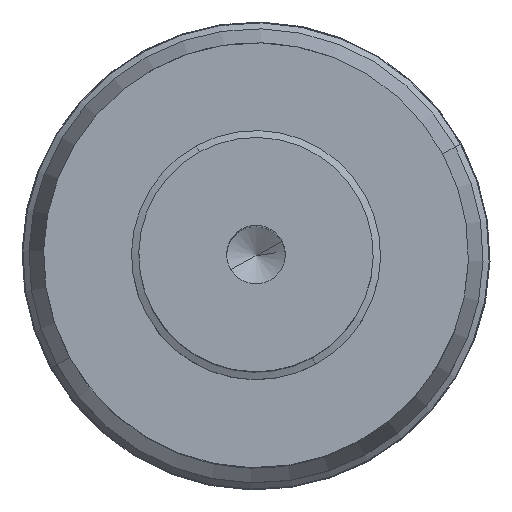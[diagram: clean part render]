
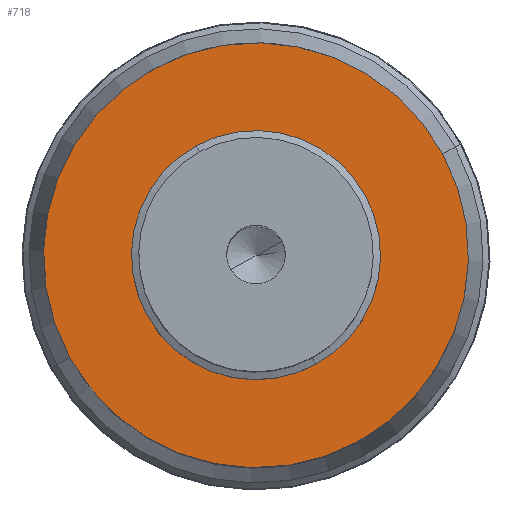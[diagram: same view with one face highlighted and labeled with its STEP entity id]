
A CAD part, top view. The second image highlights one B-rep face of the part: STEP entity #718.
In plain terms, the highlighted planar face has unit normal (0, 0, 1).
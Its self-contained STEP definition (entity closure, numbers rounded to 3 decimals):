
#655=AXIS2_PLACEMENT_3D('Circle Axis2P3D',#653,#654,$) ;
#681=AXIS2_PLACEMENT_3D('Circle Axis2P3D',#679,#680,$) ;
#694=AXIS2_PLACEMENT_3D('Plane Axis2P3D',#691,#692,#693) ;
#698=AXIS2_PLACEMENT_3D('Circle Axis2P3D',#696,#697,$) ;
#707=AXIS2_PLACEMENT_3D('Circle Axis2P3D',#705,#706,$) ;
#653=CARTESIAN_POINT('Axis2P3D Location',(0.,0.,37.95)) ;
#657=CARTESIAN_POINT('Vertex',(-4.075,7.459,37.95)) ;
#659=CARTESIAN_POINT('Vertex',(4.075,-7.459,37.95)) ;
#679=CARTESIAN_POINT('Axis2P3D Location',(0.,0.,37.95)) ;
#691=CARTESIAN_POINT('Axis2P3D Location',(0.,9.771,37.95)) ;
#696=CARTESIAN_POINT('Axis2P3D Location',(0.,0.,37.95)) ;
#700=CARTESIAN_POINT('Vertex',(-12.725,-6.952,37.95)) ;
#702=CARTESIAN_POINT('Vertex',(12.725,6.952,37.95)) ;
#705=CARTESIAN_POINT('Axis2P3D Location',(0.,0.,37.95)) ;
#654=DIRECTION('Axis2P3D Direction',(0.,0.,1.)) ;
#680=DIRECTION('Axis2P3D Direction',(0.,0.,1.)) ;
#692=DIRECTION('Axis2P3D Direction',(0.,0.,1.)) ;
#693=DIRECTION('Axis2P3D XDirection',(1.,0.,0.)) ;
#697=DIRECTION('Axis2P3D Direction',(0.,0.,1.)) ;
#706=DIRECTION('Axis2P3D Direction',(0.,0.,1.)) ;
#711=ORIENTED_EDGE('',*,*,#704,.T.) ;
#712=ORIENTED_EDGE('',*,*,#709,.T.) ;
#715=ORIENTED_EDGE('',*,*,#683,.T.) ;
#716=ORIENTED_EDGE('',*,*,#661,.T.) ;
#717=FACE_BOUND('',#714,.T.) ;
#718=ADVANCED_FACE('NOCUT',(#713,#717),#695,.T.) ;
#656=CIRCLE('generated circle',#655,8.5) ;
#682=CIRCLE('generated circle',#681,8.5) ;
#699=CIRCLE('generated circle',#698,14.5) ;
#708=CIRCLE('generated circle',#707,14.5) ;
#661=EDGE_CURVE('',#658,#660,#656,.F.) ;
#683=EDGE_CURVE('',#660,#658,#682,.F.) ;
#704=EDGE_CURVE('',#701,#703,#699,.T.) ;
#709=EDGE_CURVE('',#703,#701,#708,.T.) ;
#710=EDGE_LOOP('',(#711,#712)) ;
#714=EDGE_LOOP('',(#715,#716)) ;
#713=FACE_OUTER_BOUND('',#710,.T.) ;
#695=PLANE('',#694) ;
#658=VERTEX_POINT('',#657) ;
#660=VERTEX_POINT('',#659) ;
#701=VERTEX_POINT('',#700) ;
#703=VERTEX_POINT('',#702) ;
